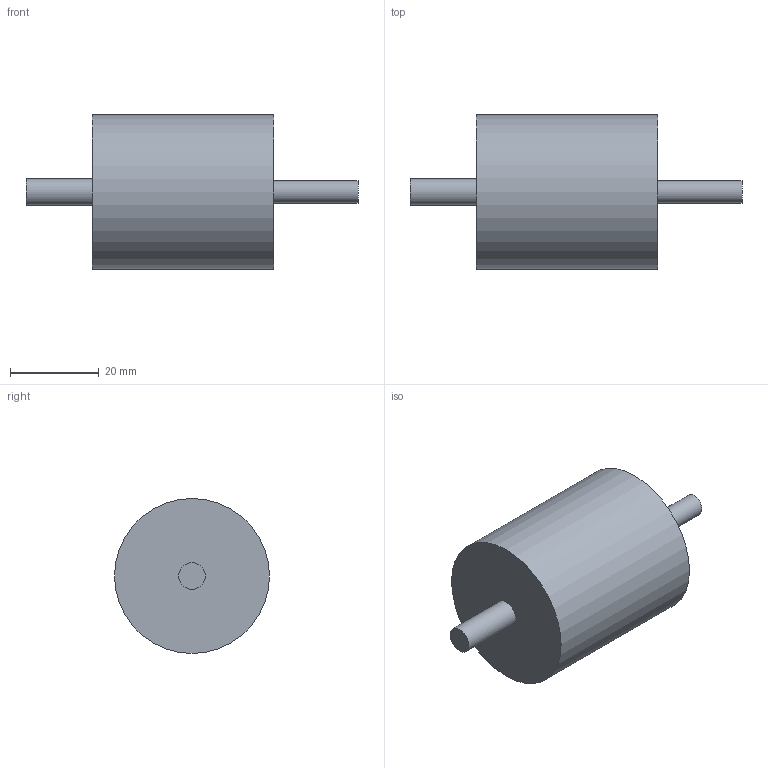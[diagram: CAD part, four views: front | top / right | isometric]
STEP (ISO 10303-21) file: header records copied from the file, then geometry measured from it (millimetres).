
FILE_DESCRIPTION(('FreeCAD Model'),'2;1');
FILE_NAME('Motor_T3542-05.step','2020-11-18T09:12:15',('Author'),(''), 'Open CASCADE STEP processor 7.3','FreeCAD','Unknown');
FILE_SCHEMA(('AUTOMOTIVE_DESIGN { 1 0 10303 214 1 1 1 1 }'));
Length unit declared in the file: millimetre
Products named in the file (1): Motor_T3542-05
Bounding box: 75 x 35 x 35 mm (x, y, z)
Volume: 40130.7 mm3; surface area: 7164.4 mm2
Topology: 1 solids, 1 shells, 15 faces, 21 edges, 14 vertices
Faces by surface type: plane 8, cylinder 7
Full cylindrical faces by diameter (mm): 3 x4, 5 x1, 6 x1, 35 x1
Entity records: 626 total; most frequent: DIRECTION 108, CARTESIAN_POINT 99, ORIENTED_EDGE 42, PCURVE 42, DEFINITIONAL_REPRESENTATION 42, LINE 35, VECTOR 35, AXIS2_PLACEMENT_3D 30
